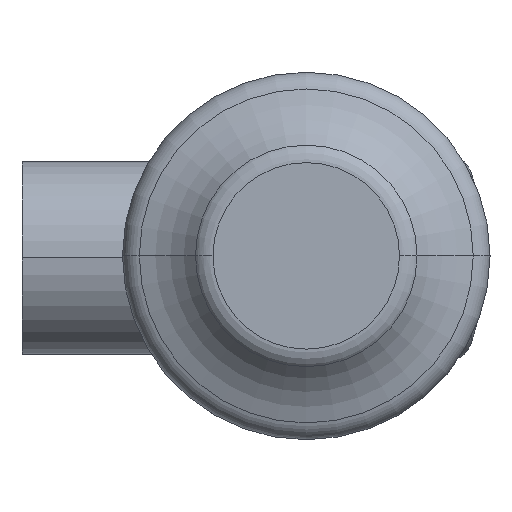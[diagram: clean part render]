
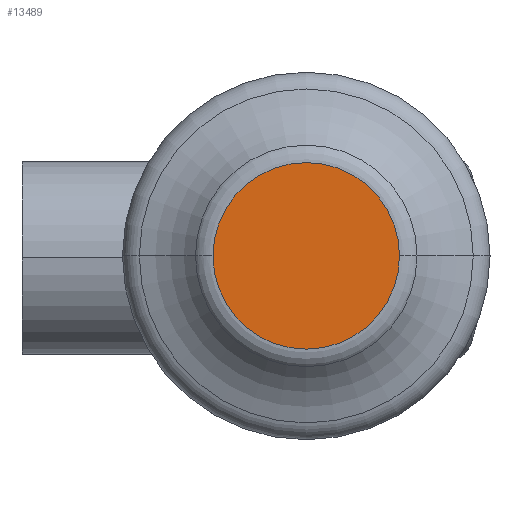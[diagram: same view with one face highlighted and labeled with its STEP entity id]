
A CAD part, top view. The second image highlights one B-rep face of the part: STEP entity #13489.
In plain terms, the highlighted face is planar.
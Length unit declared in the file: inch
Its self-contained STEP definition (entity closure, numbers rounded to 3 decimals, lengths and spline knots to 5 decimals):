
#12325=CARTESIAN_POINT('',(-3.1,0.,0.));
#12326=DIRECTION('',(-1.,0.,0.));
#12327=DIRECTION('',(0.,1.,0.));
#12328=AXIS2_PLACEMENT_3D('',#12325,#12326,#12327);
#12330=CARTESIAN_POINT('',(-3.1,0.,0.));
#12331=DIRECTION('',(-1.,0.,0.));
#12332=DIRECTION('',(0.,-1.,0.));
#12333=AXIS2_PLACEMENT_3D('',#12330,#12331,#12332);
#12754=CARTESIAN_POINT('',(-3.1,0.2495,0.));
#12755=CARTESIAN_POINT('',(-3.1,-0.2495,0.));
#12756=VERTEX_POINT('',#12754);
#12757=VERTEX_POINT('',#12755);
#13479=CARTESIAN_POINT('',(-3.1,0.,0.));
#13480=DIRECTION('',(-1.,0.,0.));
#13481=DIRECTION('',(0.,1.,0.));
#13482=AXIS2_PLACEMENT_3D('',#13479,#13480,#13481);
#13483=PLANE('',#13482);
#13484=ORIENTED_EDGE('',*,*,#13469,.F.);
#13486=ORIENTED_EDGE('',*,*,#13485,.F.);
#13487=EDGE_LOOP('',(#13484,#13486));
#13488=FACE_OUTER_BOUND('',#13487,.F.);
#13489=ADVANCED_FACE('',(#13488),#13483,.T.);
#12329=CIRCLE('',#12328,0.2495);
#12334=CIRCLE('',#12333,0.2495);
#13469=EDGE_CURVE('',#12756,#12757,#12329,.T.);
#13485=EDGE_CURVE('',#12757,#12756,#12334,.T.);
